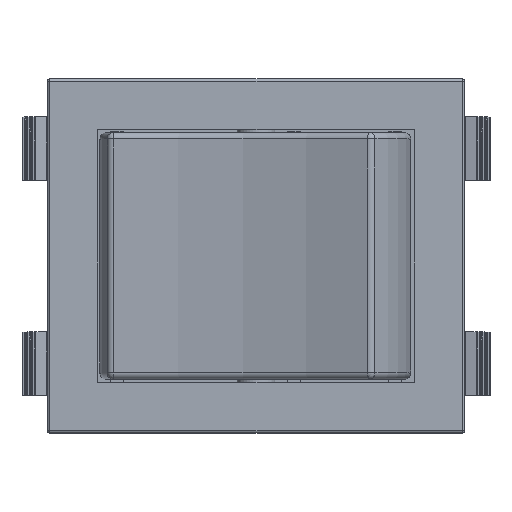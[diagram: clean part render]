
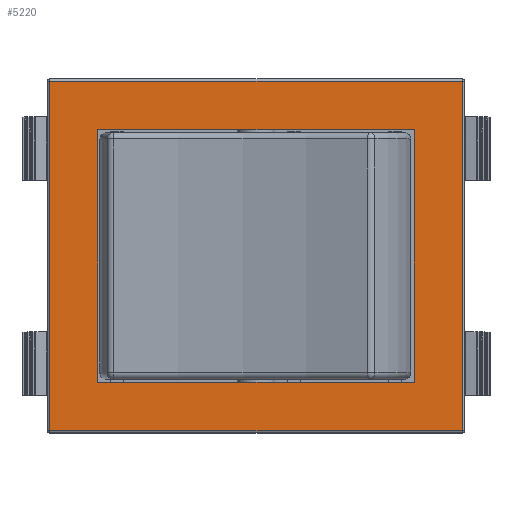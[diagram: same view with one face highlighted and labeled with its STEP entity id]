
A CAD part, top view. The second image highlights one B-rep face of the part: STEP entity #5220.
In plain terms, the highlighted planar face has unit normal (0, 0, 1).
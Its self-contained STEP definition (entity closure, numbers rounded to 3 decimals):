
#54=FACE_BOUND('',#1966,.T.);
#90=PLANE('',#5569);
#306=LINE('',#7426,#964);
#310=LINE('',#7449,#968);
#312=LINE('',#7452,#970);
#318=LINE('',#7467,#976);
#332=LINE('',#7497,#990);
#333=LINE('',#7499,#991);
#334=LINE('',#7501,#992);
#335=LINE('',#7502,#993);
#964=VECTOR('',#5963,10.);
#968=VECTOR('',#5989,10.);
#970=VECTOR('',#5993,10.);
#976=VECTOR('',#6009,10.);
#990=VECTOR('',#6035,10.);
#991=VECTOR('',#6036,10.);
#992=VECTOR('',#6037,10.);
#993=VECTOR('',#6038,10.);
#1682=FACE_OUTER_BOUND('',#1965,.T.);
#1965=EDGE_LOOP('',(#3719,#3720,#3721,#3722));
#1966=EDGE_LOOP('',(#3723,#3724,#3725,#3726));
#2379=VERTEX_POINT('',#7412);
#2382=VERTEX_POINT('',#7419);
#2387=VERTEX_POINT('',#7435);
#2392=VERTEX_POINT('',#7445);
#2405=VERTEX_POINT('',#7495);
#2406=VERTEX_POINT('',#7496);
#2407=VERTEX_POINT('',#7498);
#2408=VERTEX_POINT('',#7500);
#2887=EDGE_CURVE('',#2382,#2379,#306,.T.);
#2898=EDGE_CURVE('',#2387,#2392,#310,.T.);
#2900=EDGE_CURVE('',#2392,#2382,#312,.T.);
#2908=EDGE_CURVE('',#2379,#2387,#318,.T.);
#2923=EDGE_CURVE('',#2405,#2406,#332,.T.);
#2924=EDGE_CURVE('',#2406,#2407,#333,.T.);
#2925=EDGE_CURVE('',#2407,#2408,#334,.T.);
#2926=EDGE_CURVE('',#2408,#2405,#335,.T.);
#3719=ORIENTED_EDGE('',*,*,#2898,.F.);
#3720=ORIENTED_EDGE('',*,*,#2908,.F.);
#3721=ORIENTED_EDGE('',*,*,#2887,.F.);
#3722=ORIENTED_EDGE('',*,*,#2900,.F.);
#3723=ORIENTED_EDGE('',*,*,#2923,.T.);
#3724=ORIENTED_EDGE('',*,*,#2924,.T.);
#3725=ORIENTED_EDGE('',*,*,#2925,.T.);
#3726=ORIENTED_EDGE('',*,*,#2926,.T.);
#5220=ADVANCED_FACE('',(#1682,#54),#90,.T.);
#5569=AXIS2_PLACEMENT_3D('',#7494,#6033,#6034);
#5963=DIRECTION('',(0.,-1.,0.));
#5989=DIRECTION('',(0.,1.,0.));
#5993=DIRECTION('',(1.,0.,0.));
#6009=DIRECTION('',(-1.,0.,0.));
#6033=DIRECTION('center_axis',(0.,0.,1.));
#6034=DIRECTION('ref_axis',(1.,0.,0.));
#6035=DIRECTION('',(-1.,0.,0.));
#6036=DIRECTION('',(0.,1.,0.));
#6037=DIRECTION('',(1.,0.,0.));
#6038=DIRECTION('',(0.,-1.,0.));
#7412=CARTESIAN_POINT('',(29.8,-2.8,0.));
#7419=CARTESIAN_POINT('',(29.8,24.8,0.));
#7426=CARTESIAN_POINT('',(29.8,18.,0.));
#7435=CARTESIAN_POINT('',(-2.8,-2.8,0.));
#7445=CARTESIAN_POINT('',(-2.8,24.8,0.));
#7449=CARTESIAN_POINT('',(-2.8,4.,0.));
#7452=CARTESIAN_POINT('',(5.25,24.8,0.));
#7467=CARTESIAN_POINT('',(21.75,-2.8,0.));
#7494=CARTESIAN_POINT('Origin',(13.5,11.,0.));
#7495=CARTESIAN_POINT('',(26.,1.,0.));
#7496=CARTESIAN_POINT('',(1.,1.,0.));
#7497=CARTESIAN_POINT('',(19.75,1.,0.));
#7498=CARTESIAN_POINT('',(1.,21.,0.));
#7499=CARTESIAN_POINT('',(1.,6.,0.));
#7500=CARTESIAN_POINT('',(26.,21.,0.));
#7501=CARTESIAN_POINT('',(7.25,21.,0.));
#7502=CARTESIAN_POINT('',(26.,16.,0.));
